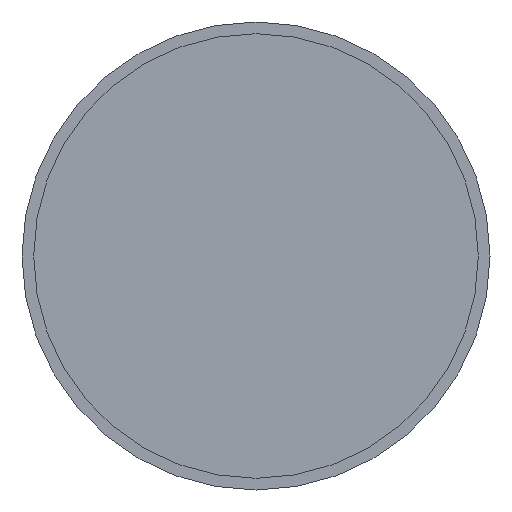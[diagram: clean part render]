
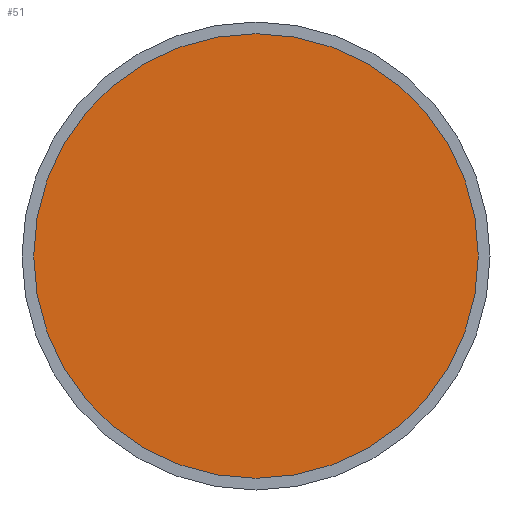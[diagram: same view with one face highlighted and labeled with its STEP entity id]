
A CAD part, front view. The second image highlights one B-rep face of the part: STEP entity #51.
In plain terms, the highlighted planar face has unit normal (0, -1, 0).
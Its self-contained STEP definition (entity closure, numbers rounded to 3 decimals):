
#51 = ADVANCED_FACE( '', ( #120 ), #121, .F. );
#120 = FACE_OUTER_BOUND( '', #218, .T. );
#121 = PLANE( '', #219 );
#218 = EDGE_LOOP( '', ( #346 ) );
#219 = AXIS2_PLACEMENT_3D( '', #347, #348, #349 );
#346 = ORIENTED_EDGE( '', *, *, #510, .T. );
#347 = CARTESIAN_POINT( '', ( 38., -3., 0. ) );
#348 = DIRECTION( '', ( 0., 1., 0. ) );
#349 = DIRECTION( '', ( 0., 0., 1. ) );
#510 = EDGE_CURVE( '', #573, #573, #574, .T. );
#573 = VERTEX_POINT( '', #658 );
#574 = CIRCLE( '', #659, 38. );
#658 = CARTESIAN_POINT( '', ( 0., -3., -38. ) );
#659 = AXIS2_PLACEMENT_3D( '', #755, #756, #757 );
#755 = CARTESIAN_POINT( '', ( 0., -3., 0. ) );
#756 = DIRECTION( '', ( 0., -1., 0. ) );
#757 = DIRECTION( '', ( 0., 0., -1. ) );
